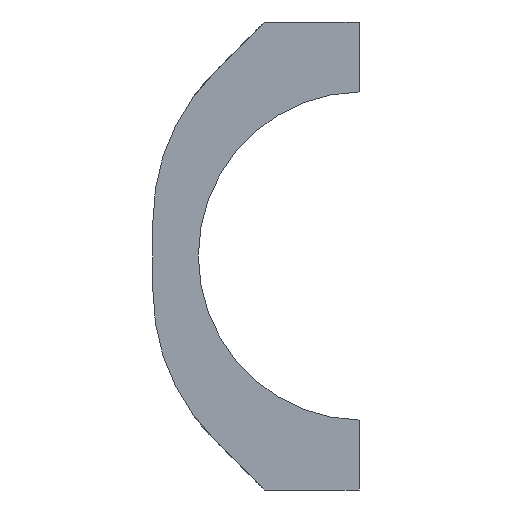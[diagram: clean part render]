
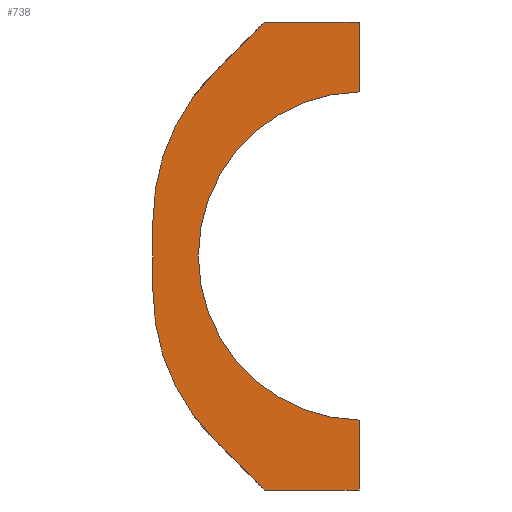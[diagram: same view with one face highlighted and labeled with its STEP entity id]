
A CAD part, left-side view. The second image highlights one B-rep face of the part: STEP entity #738.
In plain terms, the highlighted planar face has unit normal (-1, 0, 0).
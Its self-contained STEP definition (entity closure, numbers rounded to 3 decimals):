
#1 = DIRECTION ( 'NONE',  ( 0., 0., -1. ) ) ;
#2 = ORIENTED_EDGE ( 'NONE', *, *, #236, .F. ) ;
#8 = AXIS2_PLACEMENT_3D ( 'NONE', #679, #228, #615 ) ;
#15 = VERTEX_POINT ( 'NONE', #122 ) ;
#22 = CARTESIAN_POINT ( 'NONE',  ( 0., 0., -5.068 ) ) ;
#23 = DIRECTION ( 'NONE',  ( 0., 0., 1. ) ) ;
#25 = EDGE_CURVE ( 'NONE', #373, #206, #636, .T. ) ;
#32 = FACE_OUTER_BOUND ( 'NONE', #163, .T. ) ;
#51 = CARTESIAN_POINT ( 'NONE',  ( 0., -30., -5.068 ) ) ;
#72 = CARTESIAN_POINT ( 'NONE',  ( 0., 0., 33.495 ) ) ;
#93 = EDGE_CURVE ( 'NONE', #618, #373, #337, .T. ) ;
#111 = DIRECTION ( 'NONE',  ( 0., 0.707, -0.707 ) ) ;
#120 = VERTEX_POINT ( 'NONE', #149 ) ;
#121 = ORIENTED_EDGE ( 'NONE', *, *, #93, .F. ) ;
#122 = CARTESIAN_POINT ( 'NONE',  ( 0., -8.787, -26.281 ) ) ;
#131 = ORIENTED_EDGE ( 'NONE', *, *, #220, .F. ) ;
#140 = VECTOR ( 'NONE', #353, 1000. ) ;
#141 = LINE ( 'NONE', #435, #333 ) ;
#145 = EDGE_CURVE ( 'NONE', #618, #120, #357, .T. ) ;
#149 = CARTESIAN_POINT ( 'NONE',  ( 0., -8.787, 26.281 ) ) ;
#161 = ORIENTED_EDGE ( 'NONE', *, *, #424, .F. ) ;
#163 = EDGE_LOOP ( 'NONE', ( #767, #336, #680, #161, #2, #131, #672, #121, #189, #619 ) ) ;
#189 = ORIENTED_EDGE ( 'NONE', *, *, #145, .T. ) ;
#194 = VECTOR ( 'NONE', #282, 1000. ) ;
#200 = CARTESIAN_POINT ( 'NONE',  ( 0., 0., 33.495 ) ) ;
#206 = VERTEX_POINT ( 'NONE', #758 ) ;
#208 = CIRCLE ( 'NONE', #544, 30. ) ;
#220 = EDGE_CURVE ( 'NONE', #206, #388, #752, .T. ) ;
#228 = DIRECTION ( 'NONE',  ( -1., 0., 0. ) ) ;
#236 = EDGE_CURVE ( 'NONE', #388, #398, #480, .T. ) ;
#243 = EDGE_CURVE ( 'NONE', #789, #483, #375, .T. ) ;
#278 = CIRCLE ( 'NONE', #453, 30. ) ;
#282 = DIRECTION ( 'NONE',  ( 0., 0., -1. ) ) ;
#293 = CARTESIAN_POINT ( 'NONE',  ( 0., -16., 33.495 ) ) ;
#298 = DIRECTION ( 'NONE',  ( -1., 0., 0. ) ) ;
#306 = CARTESIAN_POINT ( 'NONE',  ( 0., -29.5, -33.495 ) ) ;
#315 = EDGE_CURVE ( 'NONE', #789, #15, #278, .T. ) ;
#330 = PLANE ( 'NONE',  #374 ) ;
#333 = VECTOR ( 'NONE', #641, 1000. ) ;
#336 = ORIENTED_EDGE ( 'NONE', *, *, #315, .T. ) ;
#337 = LINE ( 'NONE', #200, #487 ) ;
#353 = DIRECTION ( 'NONE',  ( 0., 1., 0. ) ) ;
#357 = LINE ( 'NONE', #713, #462 ) ;
#371 = CARTESIAN_POINT ( 'NONE',  ( 0., -29.5, 33.495 ) ) ;
#373 = VERTEX_POINT ( 'NONE', #371 ) ;
#374 = AXIS2_PLACEMENT_3D ( 'NONE', #753, #491, #670 ) ;
#375 = LINE ( 'NONE', #72, #742 ) ;
#385 = CARTESIAN_POINT ( 'NONE',  ( 0., -29.5, 33.495 ) ) ;
#388 = VERTEX_POINT ( 'NONE', #772 ) ;
#398 = VERTEX_POINT ( 'NONE', #306 ) ;
#417 = EDGE_CURVE ( 'NONE', #15, #798, #141, .T. ) ;
#424 = EDGE_CURVE ( 'NONE', #398, #798, #832, .T. ) ;
#431 = CARTESIAN_POINT ( 'NONE',  ( 0., 0., -33.495 ) ) ;
#435 = CARTESIAN_POINT ( 'NONE',  ( 0., 0., -17.495 ) ) ;
#448 = DIRECTION ( 'NONE',  ( -1., 0., 0. ) ) ;
#453 = AXIS2_PLACEMENT_3D ( 'NONE', #51, #448, #1 ) ;
#462 = VECTOR ( 'NONE', #111, 1000. ) ;
#467 = DIRECTION ( 'NONE',  ( 0., 0., -1. ) ) ;
#472 = CARTESIAN_POINT ( 'NONE',  ( 0., -16., -33.495 ) ) ;
#480 = LINE ( 'NONE', #481, #194 ) ;
#481 = CARTESIAN_POINT ( 'NONE',  ( 0., -29.5, -33.495 ) ) ;
#483 = VERTEX_POINT ( 'NONE', #638 ) ;
#487 = VECTOR ( 'NONE', #587, 1000. ) ;
#491 = DIRECTION ( 'NONE',  ( 1., 0., 0. ) ) ;
#536 = EDGE_CURVE ( 'NONE', #120, #483, #208, .T. ) ;
#544 = AXIS2_PLACEMENT_3D ( 'NONE', #765, #298, #693 ) ;
#587 = DIRECTION ( 'NONE',  ( 0., -1., 0. ) ) ;
#610 = VECTOR ( 'NONE', #467, 1000. ) ;
#615 = DIRECTION ( 'NONE',  ( 0., 0., -1. ) ) ;
#618 = VERTEX_POINT ( 'NONE', #293 ) ;
#619 = ORIENTED_EDGE ( 'NONE', *, *, #536, .T. ) ;
#636 = LINE ( 'NONE', #385, #610 ) ;
#638 = CARTESIAN_POINT ( 'NONE',  ( 0., 0., 5.068 ) ) ;
#641 = DIRECTION ( 'NONE',  ( 0., -0.707, -0.707 ) ) ;
#670 = DIRECTION ( 'NONE',  ( 0., 0., -1. ) ) ;
#672 = ORIENTED_EDGE ( 'NONE', *, *, #25, .F. ) ;
#679 = CARTESIAN_POINT ( 'NONE',  ( 0., -30., 0. ) ) ;
#680 = ORIENTED_EDGE ( 'NONE', *, *, #417, .T. ) ;
#693 = DIRECTION ( 'NONE',  ( 0., 0., -1. ) ) ;
#713 = CARTESIAN_POINT ( 'NONE',  ( 0., -16., 33.495 ) ) ;
#738 = ADVANCED_FACE ( 'NONE', ( #32 ), #330, .F. ) ;
#742 = VECTOR ( 'NONE', #23, 1000. ) ;
#752 = CIRCLE ( 'NONE', #8, 23.5 ) ;
#753 = CARTESIAN_POINT ( 'NONE',  ( 0., -30., 0. ) ) ;
#758 = CARTESIAN_POINT ( 'NONE',  ( 0., -29.5, 23.495 ) ) ;
#765 = CARTESIAN_POINT ( 'NONE',  ( 0., -30., 5.068 ) ) ;
#767 = ORIENTED_EDGE ( 'NONE', *, *, #243, .F. ) ;
#772 = CARTESIAN_POINT ( 'NONE',  ( 0., -29.5, -23.495 ) ) ;
#789 = VERTEX_POINT ( 'NONE', #22 ) ;
#798 = VERTEX_POINT ( 'NONE', #472 ) ;
#832 = LINE ( 'NONE', #431, #140 ) ;
